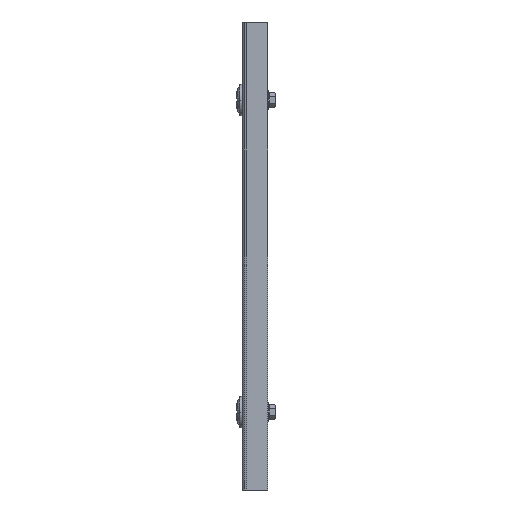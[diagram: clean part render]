
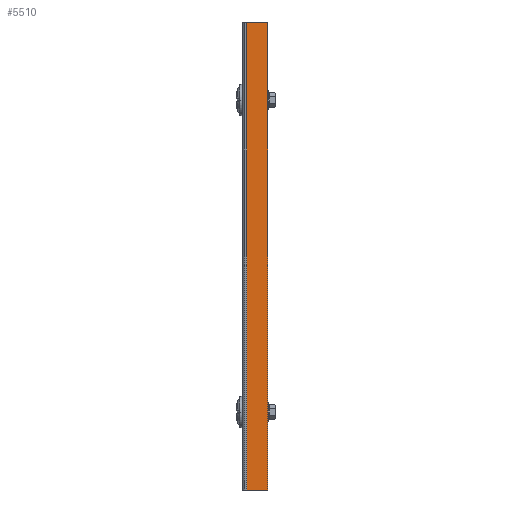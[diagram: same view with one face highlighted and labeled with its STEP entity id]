
A CAD part, left-side view. The second image highlights one B-rep face of the part: STEP entity #5510.
In plain terms, the highlighted planar face has unit normal (-1, 0, 0).
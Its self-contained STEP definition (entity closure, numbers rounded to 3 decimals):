
#238 = VERTEX_POINT ( 'NONE', #5929 ) ;
#568 = ORIENTED_EDGE ( 'NONE', *, *, #2445, .F. ) ;
#727 = DIRECTION ( 'NONE',  ( 0., 0., -1. ) ) ;
#831 = DIRECTION ( 'NONE',  ( -1., 0., 0. ) ) ;
#1105 = VECTOR ( 'NONE', #3131, 1000. ) ;
#1169 = AXIS2_PLACEMENT_3D ( 'NONE', #4291, #831, #4320 ) ;
#1264 = LINE ( 'NONE', #6115, #1105 ) ;
#1305 = PLANE ( 'NONE',  #1169 ) ;
#1532 = LINE ( 'NONE', #2252, #3698 ) ;
#1955 = CARTESIAN_POINT ( 'NONE',  ( -1.5, 13.5, 300. ) ) ;
#2003 = FACE_OUTER_BOUND ( 'NONE', #3112, .T. ) ;
#2106 = EDGE_CURVE ( 'NONE', #3176, #238, #1264, .T. ) ;
#2213 = CARTESIAN_POINT ( 'NONE',  ( -1.5, 13.5, 300. ) ) ;
#2252 = CARTESIAN_POINT ( 'NONE',  ( -1.5, 0., 300. ) ) ;
#2330 = DIRECTION ( 'NONE',  ( 0., 0., -1. ) ) ;
#2445 = EDGE_CURVE ( 'NONE', #6008, #3176, #6026, .T. ) ;
#2671 = ORIENTED_EDGE ( 'NONE', *, *, #6443, .T. ) ;
#3112 = EDGE_LOOP ( 'NONE', ( #3328, #568, #3441, #2671 ) ) ;
#3131 = DIRECTION ( 'NONE',  ( 0., 1., 0. ) ) ;
#3176 = VERTEX_POINT ( 'NONE', #4951 ) ;
#3328 = ORIENTED_EDGE ( 'NONE', *, *, #2106, .F. ) ;
#3441 = ORIENTED_EDGE ( 'NONE', *, *, #6038, .T. ) ;
#3469 = LINE ( 'NONE', #2213, #6125 ) ;
#3698 = VECTOR ( 'NONE', #4728, 1000. ) ;
#4279 = CARTESIAN_POINT ( 'NONE',  ( -1.5, 0., 300. ) ) ;
#4291 = CARTESIAN_POINT ( 'NONE',  ( -1.5, 0., 300. ) ) ;
#4320 = DIRECTION ( 'NONE',  ( 0., 0., 1. ) ) ;
#4728 = DIRECTION ( 'NONE',  ( 0., 1., 0. ) ) ;
#4849 = VECTOR ( 'NONE', #2330, 1000. ) ;
#4951 = CARTESIAN_POINT ( 'NONE',  ( -1.5, 0., 0. ) ) ;
#5153 = VERTEX_POINT ( 'NONE', #1955 ) ;
#5510 = ADVANCED_FACE ( 'NONE', ( #2003 ), #1305, .T. ) ;
#5716 = CARTESIAN_POINT ( 'NONE',  ( -1.5, 0., 300. ) ) ;
#5929 = CARTESIAN_POINT ( 'NONE',  ( -1.5, 13.5, 0. ) ) ;
#6008 = VERTEX_POINT ( 'NONE', #5716 ) ;
#6026 = LINE ( 'NONE', #4279, #4849 ) ;
#6038 = EDGE_CURVE ( 'NONE', #6008, #5153, #1532, .T. ) ;
#6115 = CARTESIAN_POINT ( 'NONE',  ( -1.5, 0., 0. ) ) ;
#6125 = VECTOR ( 'NONE', #727, 1000. ) ;
#6443 = EDGE_CURVE ( 'NONE', #5153, #238, #3469, .T. ) ;
